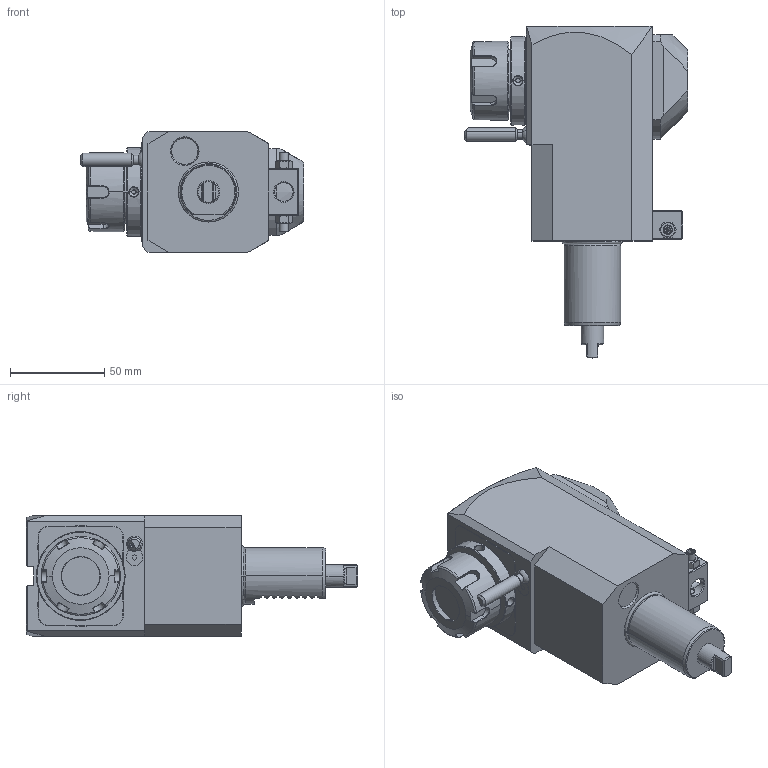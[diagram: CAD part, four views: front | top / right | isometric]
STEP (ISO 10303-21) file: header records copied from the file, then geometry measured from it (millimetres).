
FILE_DESCRIPTION((''),'2;1');
FILE_NAME('NGT1_30_221_25_2_2_85','2021-05-12T',('vali'),('NOVA GRUP'),'PRO/ENGINEER BY PARAMETRIC TECHNOLOGY CORPORATION, 2010280','PRO/ENGINEER BY PARAMETRIC TECHNOLOGY CORPORATION, 2010280','');
FILE_SCHEMA(('CONFIG_CONTROL_DESIGN'));
Length unit declared in the file: millimetre
Products named in the file (1): NGT1_30_221_25_2_2_85
Bounding box: 118.33 x 176 x 64 mm (x, y, z)
Volume: 573308.6 mm3; surface area: 53605.7 mm2
Topology: 1 solids, 1 shells, 409 faces, 1019 edges, 624 vertices
Faces by surface type: plane 183, cylinder 84, cone 73, bspline 56, torus 11, sphere 2
Entity records: 17633 total; most frequent: CARTESIAN_POINT 8555, ORIENTED_EDGE 2014, DIRECTION 1620, EDGE_CURVE 1007, VERTEX_POINT 624, AXIS2_PLACEMENT_3D 552, VECTOR 516, LINE 516
